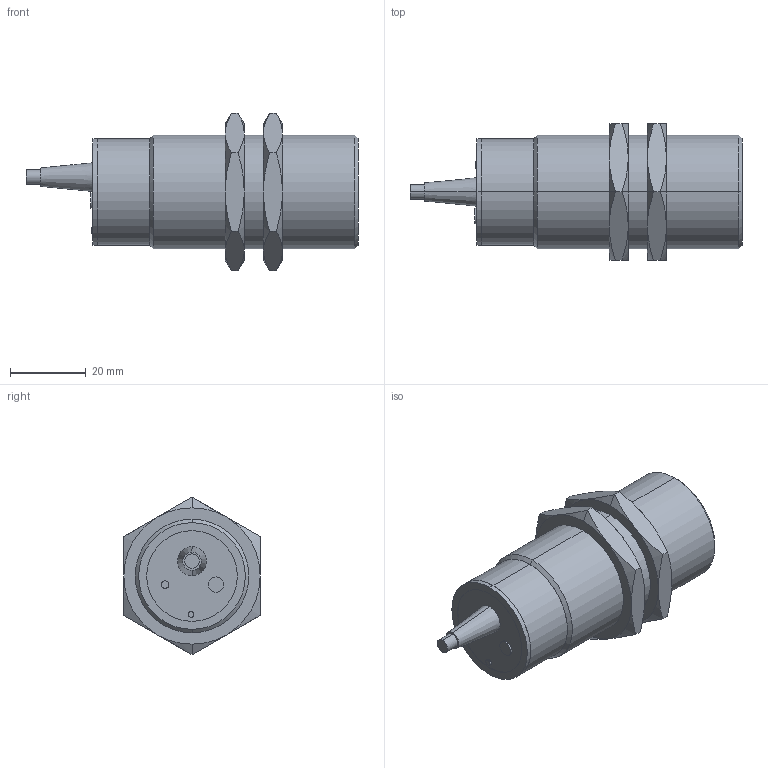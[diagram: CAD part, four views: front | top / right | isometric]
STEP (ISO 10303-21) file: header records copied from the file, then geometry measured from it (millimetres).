
FILE_DESCRIPTION(('starvars output'),'2;1');
FILE_NAME('cv20200403081207000009313.stp','08:12:08 2020/04/03',( 'Thomas Industrial Network Germany GmbH'),( 'Thomas Industrial Network Germany GmbH'),'unknown preprocess','ACIS' ,'unknown authorization');
FILE_SCHEMA(('AUTOMOTIVE_DESIGN_CC2 {UNKNOWN IMPLEMENTATION LEVEL}'));
Length unit declared in the file: millimetre
Products named in the file (1): PRODUCT_ID_1
Bounding box: 87.65 x 36 x 41.57 mm (x, y, z)
Volume: 52490 mm3; surface area: 9925.2 mm2
Topology: 3 solids, 3 shells, 86 faces, 174 edges, 104 vertices
Faces by surface type: cone 38, plane 28, cylinder 20
Entity records: 2461 total; most frequent: CARTESIAN_POINT 364, ORIENTED_EDGE 348, DIRECTION 186, EDGE_CURVE 174, VERTEX_POINT 104, EDGE_LOOP 96, FACE_BOUND 96, ADVANCED_FACE 86
